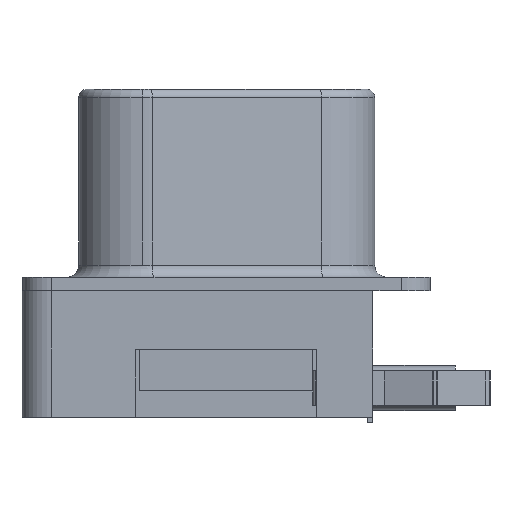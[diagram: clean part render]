
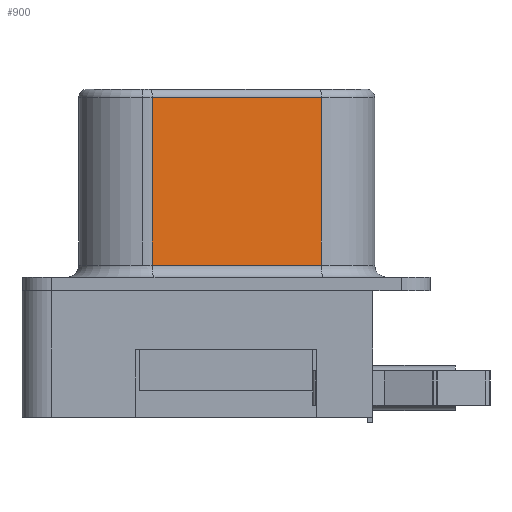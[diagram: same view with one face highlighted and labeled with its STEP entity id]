
A CAD part, left-side view. The second image highlights one B-rep face of the part: STEP entity #900.
In plain terms, the highlighted planar face has unit normal (-0.987, -0.159, 0).
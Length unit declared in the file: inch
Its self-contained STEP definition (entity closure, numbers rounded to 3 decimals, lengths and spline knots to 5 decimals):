
#477 = DIRECTION ( 'NONE',  ( 0.987, 0.159, 0. ) ) ;
#551 = ORIENTED_EDGE ( 'NONE', *, *, #4272, .F. ) ;
#803 = LINE ( 'NONE', #3243, #3122 ) ;
#900 = ADVANCED_FACE ( 'NONE', ( #5874 ), #7768, .F. ) ;
#1141 = VERTEX_POINT ( 'NONE', #2737 ) ;
#1236 = EDGE_CURVE ( 'NONE', #1764, #1397, #9766, .T. ) ;
#1285 = VECTOR ( 'NONE', #4538, 39.37008 ) ;
#1397 = VERTEX_POINT ( 'NONE', #10619 ) ;
#1764 = VERTEX_POINT ( 'NONE', #6879 ) ;
#2548 = VERTEX_POINT ( 'NONE', #7174 ) ;
#2627 = EDGE_LOOP ( 'NONE', ( #11397, #9218, #551, #9445 ) ) ;
#2737 = CARTESIAN_POINT ( 'NONE',  ( 0.25869, 0.33726, 0.218 ) ) ;
#3122 = VECTOR ( 'NONE', #6096, 39.37008 ) ;
#3243 = CARTESIAN_POINT ( 'NONE',  ( 0.29169, 0.13226, 0.218 ) ) ;
#3666 = DIRECTION ( 'NONE',  ( 0., 0., -1. ) ) ;
#3980 = DIRECTION ( 'NONE',  ( 0.159, -0.987, 0. ) ) ;
#4272 = EDGE_CURVE ( 'NONE', #2548, #1397, #7724, .T. ) ;
#4533 = VECTOR ( 'NONE', #3980, 39.37008 ) ;
#4538 = DIRECTION ( 'NONE',  ( 0., 0., -1. ) ) ;
#4791 = DIRECTION ( 'NONE',  ( -0.159, 0.987, 0. ) ) ;
#4869 = AXIS2_PLACEMENT_3D ( 'NONE', #6691, #477, #4791 ) ;
#5874 = FACE_OUTER_BOUND ( 'NONE', #2627, .T. ) ;
#6096 = DIRECTION ( 'NONE',  ( -0.159, 0.987, 0. ) ) ;
#6167 = EDGE_CURVE ( 'NONE', #1141, #1764, #9183, .T. ) ;
#6691 = CARTESIAN_POINT ( 'NONE',  ( 0.29169, 0.13226, 0.228 ) ) ;
#6723 = VECTOR ( 'NONE', #3666, 39.37008 ) ;
#6879 = CARTESIAN_POINT ( 'NONE',  ( 0.25869, 0.33726, 0.015 ) ) ;
#7174 = CARTESIAN_POINT ( 'NONE',  ( 0.29169, 0.13226, 0.218 ) ) ;
#7393 = CARTESIAN_POINT ( 'NONE',  ( 0.25869, 0.33726, 0.228 ) ) ;
#7724 = LINE ( 'NONE', #10098, #1285 ) ;
#7768 = PLANE ( 'NONE',  #4869 ) ;
#8027 = EDGE_CURVE ( 'NONE', #2548, #1141, #803, .T. ) ;
#9183 = LINE ( 'NONE', #7393, #6723 ) ;
#9218 = ORIENTED_EDGE ( 'NONE', *, *, #1236, .T. ) ;
#9445 = ORIENTED_EDGE ( 'NONE', *, *, #8027, .T. ) ;
#9766 = LINE ( 'NONE', #11365, #4533 ) ;
#10098 = CARTESIAN_POINT ( 'NONE',  ( 0.29169, 0.13226, 0.228 ) ) ;
#10619 = CARTESIAN_POINT ( 'NONE',  ( 0.29169, 0.13226, 0.015 ) ) ;
#11365 = CARTESIAN_POINT ( 'NONE',  ( 0.29169, 0.13226, 0.015 ) ) ;
#11397 = ORIENTED_EDGE ( 'NONE', *, *, #6167, .T. ) ;
